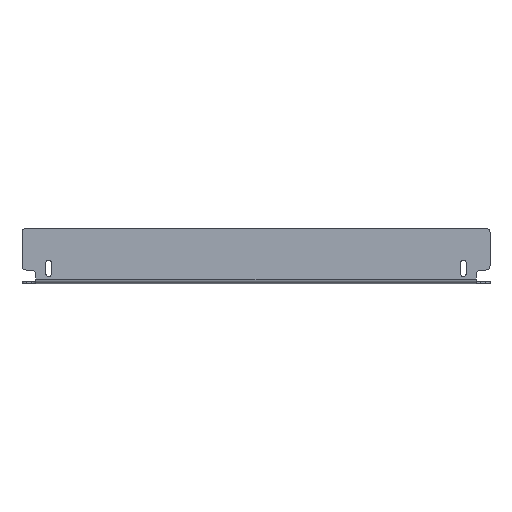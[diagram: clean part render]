
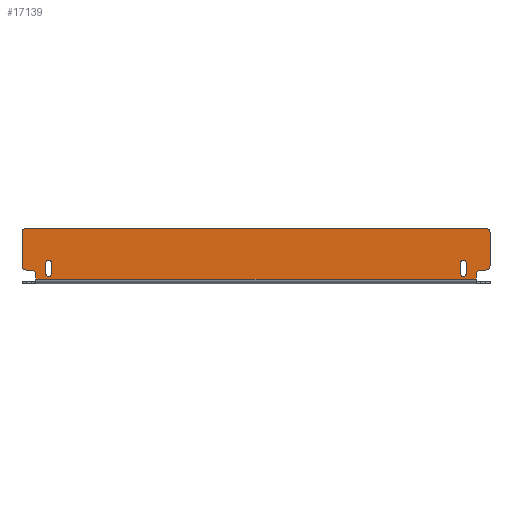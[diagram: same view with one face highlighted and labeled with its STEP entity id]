
A CAD part, left-side view. The second image highlights one B-rep face of the part: STEP entity #17139.
In plain terms, the highlighted planar face has unit normal (-1, 0, 0).
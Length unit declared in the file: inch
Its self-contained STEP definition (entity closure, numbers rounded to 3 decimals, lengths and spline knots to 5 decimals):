
#729=CARTESIAN_POINT('',(0.,21.22047,0.32835));
#730=DIRECTION('',(1.,0.,0.));
#731=DIRECTION('',(0.,0.,1.));
#732=AXIS2_PLACEMENT_3D('',#729,#730,#731);
#739=DIRECTION('',(0.,0.,1.));
#740=VECTOR('',#739,0.22362);
#741=CARTESIAN_POINT('',(0.,21.02362,0.10472));
#742=LINE('',#741,#740);
#743=DIRECTION('',(0.,-1.,0.));
#744=VECTOR('',#743,0.23622);
#745=CARTESIAN_POINT('',(0.,21.45669,0.5252));
#746=LINE('',#745,#744);
#747=CARTESIAN_POINT('',(0.,21.45669,0.72205));
#748=DIRECTION('',(-1.,0.,0.));
#749=DIRECTION('',(0.,1.,0.));
#750=AXIS2_PLACEMENT_3D('',#747,#748,#749);
#752=CARTESIAN_POINT('',(0.,21.45669,2.25748));
#753=DIRECTION('',(-1.,0.,0.));
#754=DIRECTION('',(0.,0.,1.));
#755=AXIS2_PLACEMENT_3D('',#752,#753,#754);
#757=CARTESIAN_POINT('',(0.,0.19685,2.25748));
#758=DIRECTION('',(-1.,0.,0.));
#759=DIRECTION('',(0.,-1.,0.));
#760=AXIS2_PLACEMENT_3D('',#757,#758,#759);
#762=CARTESIAN_POINT('',(0.,0.19685,0.72205));
#763=DIRECTION('',(-1.,0.,0.));
#764=DIRECTION('',(0.,0.,-1.));
#765=AXIS2_PLACEMENT_3D('',#762,#763,#764);
#767=DIRECTION('',(0.,1.,0.));
#768=VECTOR('',#767,0.23622);
#769=CARTESIAN_POINT('',(0.,0.19685,0.5252));
#770=LINE('',#769,#768);
#771=DIRECTION('',(0.,0.,1.));
#772=VECTOR('',#771,0.22362);
#773=CARTESIAN_POINT('',(0.,0.62992,0.10472));
#774=LINE('',#773,#772);
#775=DIRECTION('',(0.,1.,0.));
#776=VECTOR('',#775,20.3937);
#777=CARTESIAN_POINT('',(0.,0.62992,0.10472));
#778=LINE('',#777,#776);
#779=DIRECTION('',(0.,0.,1.));
#780=VECTOR('',#779,0.47244);
#781=CARTESIAN_POINT('',(0.,1.09252,0.36772));
#782=LINE('',#781,#780);
#783=CARTESIAN_POINT('',(0.,1.23031,0.84016));
#784=DIRECTION('',(1.,0.,0.));
#785=DIRECTION('',(0.,1.,0.));
#786=AXIS2_PLACEMENT_3D('',#783,#784,#785);
#788=DIRECTION('',(0.,0.,-1.));
#789=VECTOR('',#788,0.47244);
#790=CARTESIAN_POINT('',(0.,1.36811,0.84016));
#791=LINE('',#790,#789);
#792=CARTESIAN_POINT('',(0.,1.23031,0.36772));
#793=DIRECTION('',(1.,0.,0.));
#794=DIRECTION('',(0.,-1.,0.));
#795=AXIS2_PLACEMENT_3D('',#792,#793,#794);
#797=DIRECTION('',(0.,0.,1.));
#798=VECTOR('',#797,0.47244);
#799=CARTESIAN_POINT('',(0.,20.28583,0.36772));
#800=LINE('',#799,#798);
#801=CARTESIAN_POINT('',(0.,20.42362,0.84016));
#802=DIRECTION('',(1.,0.,0.));
#803=DIRECTION('',(0.,1.,0.));
#804=AXIS2_PLACEMENT_3D('',#801,#802,#803);
#806=DIRECTION('',(0.,0.,-1.));
#807=VECTOR('',#806,0.47244);
#808=CARTESIAN_POINT('',(0.,20.56142,0.84016));
#809=LINE('',#808,#807);
#810=CARTESIAN_POINT('',(0.,20.42362,0.36772));
#811=DIRECTION('',(1.,0.,0.));
#812=DIRECTION('',(0.,-1.,0.));
#813=AXIS2_PLACEMENT_3D('',#810,#811,#812);
#827=DIRECTION('',(0.,0.,1.));
#828=VECTOR('',#827,1.53543);
#829=CARTESIAN_POINT('',(0.,21.65354,0.72205));
#830=LINE('',#829,#828);
#843=DIRECTION('',(0.,1.,0.));
#844=VECTOR('',#843,21.25984);
#845=CARTESIAN_POINT('',(0.,0.19685,2.45433));
#846=LINE('',#845,#844);
#867=DIRECTION('',(0.,0.,1.));
#868=VECTOR('',#867,1.53543);
#869=CARTESIAN_POINT('',(0.,0.,0.72205));
#870=LINE('',#869,#868);
#879=CARTESIAN_POINT('',(0.,0.43307,0.32835));
#880=DIRECTION('',(1.,0.,0.));
#881=DIRECTION('',(0.,1.,0.));
#882=AXIS2_PLACEMENT_3D('',#879,#880,#881);
#15846=CARTESIAN_POINT('',(0.,0.62992,0.10472));
#15848=VERTEX_POINT('',#15846);
#15850=CARTESIAN_POINT('',(0.,21.02362,0.10472));
#15852=VERTEX_POINT('',#15850);
#15861=CARTESIAN_POINT('',(0.,0.,2.25748));
#15862=CARTESIAN_POINT('',(0.,0.19685,2.45433));
#15863=VERTEX_POINT('',#15861);
#15864=VERTEX_POINT('',#15862);
#15869=CARTESIAN_POINT('',(0.,0.19685,0.5252));
#15870=CARTESIAN_POINT('',(0.,0.,0.72205));
#15871=VERTEX_POINT('',#15869);
#15872=VERTEX_POINT('',#15870);
#15893=CARTESIAN_POINT('',(0.,21.45669,2.45433));
#15894=CARTESIAN_POINT('',(0.,21.65354,2.25748));
#15895=VERTEX_POINT('',#15893);
#15896=VERTEX_POINT('',#15894);
#15901=CARTESIAN_POINT('',(0.,21.65354,0.72205));
#15902=CARTESIAN_POINT('',(0.,21.45669,0.5252));
#15903=VERTEX_POINT('',#15901);
#15904=VERTEX_POINT('',#15902);
#15933=CARTESIAN_POINT('',(0.,0.62992,0.32835));
#15935=VERTEX_POINT('',#15933);
#15937=CARTESIAN_POINT('',(0.,0.43307,0.5252));
#15939=VERTEX_POINT('',#15937);
#15941=CARTESIAN_POINT('',(0.,21.22047,0.5252));
#15943=VERTEX_POINT('',#15941);
#15945=CARTESIAN_POINT('',(0.,21.02362,0.32835));
#15947=VERTEX_POINT('',#15945);
#16149=CARTESIAN_POINT('',(0.,1.09252,0.36772));
#16150=CARTESIAN_POINT('',(0.,1.09252,0.84016));
#16151=VERTEX_POINT('',#16149);
#16152=VERTEX_POINT('',#16150);
#16153=CARTESIAN_POINT('',(0.,1.36811,0.84016));
#16154=VERTEX_POINT('',#16153);
#16155=CARTESIAN_POINT('',(0.,1.36811,0.36772));
#16156=VERTEX_POINT('',#16155);
#16157=CARTESIAN_POINT('',(0.,20.28583,0.36772));
#16158=CARTESIAN_POINT('',(0.,20.28583,0.84016));
#16159=VERTEX_POINT('',#16157);
#16160=VERTEX_POINT('',#16158);
#16161=CARTESIAN_POINT('',(0.,20.56142,0.84016));
#16162=VERTEX_POINT('',#16161);
#16163=CARTESIAN_POINT('',(0.,20.56142,0.36772));
#16164=VERTEX_POINT('',#16163);
#17087=CARTESIAN_POINT('',(0.,0.,0.10472));
#17088=DIRECTION('',(-1.,0.,0.));
#17089=DIRECTION('',(0.,0.,1.));
#17090=AXIS2_PLACEMENT_3D('',#17087,#17088,#17089);
#17091=PLANE('',#17090);
#17093=ORIENTED_EDGE('',*,*,#17092,.T.);
#17094=ORIENTED_EDGE('',*,*,#17079,.F.);
#17095=ORIENTED_EDGE('',*,*,#17068,.F.);
#17097=ORIENTED_EDGE('',*,*,#17096,.F.);
#17099=ORIENTED_EDGE('',*,*,#17098,.T.);
#17101=ORIENTED_EDGE('',*,*,#17100,.F.);
#17103=ORIENTED_EDGE('',*,*,#17102,.F.);
#17105=ORIENTED_EDGE('',*,*,#17104,.F.);
#17107=ORIENTED_EDGE('',*,*,#17106,.F.);
#17109=ORIENTED_EDGE('',*,*,#17108,.F.);
#17111=ORIENTED_EDGE('',*,*,#17110,.T.);
#17113=ORIENTED_EDGE('',*,*,#17112,.F.);
#17115=ORIENTED_EDGE('',*,*,#17114,.F.);
#17116=ORIENTED_EDGE('',*,*,#16971,.T.);
#17117=EDGE_LOOP('',(#17093,#17094,#17095,#17097,#17099,#17101,#17103,#17105,
#17107,#17109,#17111,#17113,#17115,#17116));
#17118=FACE_OUTER_BOUND('',#17117,.F.);
#17120=ORIENTED_EDGE('',*,*,#17119,.T.);
#17122=ORIENTED_EDGE('',*,*,#17121,.F.);
#17124=ORIENTED_EDGE('',*,*,#17123,.T.);
#17126=ORIENTED_EDGE('',*,*,#17125,.F.);
#17127=EDGE_LOOP('',(#17120,#17122,#17124,#17126));
#17128=FACE_BOUND('',#17127,.F.);
#17130=ORIENTED_EDGE('',*,*,#17129,.T.);
#17132=ORIENTED_EDGE('',*,*,#17131,.F.);
#17134=ORIENTED_EDGE('',*,*,#17133,.T.);
#17136=ORIENTED_EDGE('',*,*,#17135,.F.);
#17137=EDGE_LOOP('',(#17130,#17132,#17134,#17136));
#17138=FACE_BOUND('',#17137,.F.);
#17139=ADVANCED_FACE('',(#17118,#17128,#17138),#17091,.T.);
#733=CIRCLE('',#732,0.19685);
#751=CIRCLE('',#750,0.19685);
#756=CIRCLE('',#755,0.19685);
#761=CIRCLE('',#760,0.19685);
#766=CIRCLE('',#765,0.19685);
#787=CIRCLE('',#786,0.1378);
#796=CIRCLE('',#795,0.1378);
#805=CIRCLE('',#804,0.1378);
#814=CIRCLE('',#813,0.1378);
#883=CIRCLE('',#882,0.19685);
#16971=EDGE_CURVE('',#15848,#15852,#778,.T.);
#17068=EDGE_CURVE('',#15904,#15943,#746,.T.);
#17079=EDGE_CURVE('',#15943,#15947,#733,.T.);
#17092=EDGE_CURVE('',#15852,#15947,#742,.T.);
#17096=EDGE_CURVE('',#15903,#15904,#751,.T.);
#17098=EDGE_CURVE('',#15903,#15896,#830,.T.);
#17100=EDGE_CURVE('',#15895,#15896,#756,.T.);
#17102=EDGE_CURVE('',#15864,#15895,#846,.T.);
#17104=EDGE_CURVE('',#15863,#15864,#761,.T.);
#17106=EDGE_CURVE('',#15872,#15863,#870,.T.);
#17108=EDGE_CURVE('',#15871,#15872,#766,.T.);
#17110=EDGE_CURVE('',#15871,#15939,#770,.T.);
#17112=EDGE_CURVE('',#15935,#15939,#883,.T.);
#17114=EDGE_CURVE('',#15848,#15935,#774,.T.);
#17119=EDGE_CURVE('',#16151,#16152,#782,.T.);
#17121=EDGE_CURVE('',#16154,#16152,#787,.T.);
#17123=EDGE_CURVE('',#16154,#16156,#791,.T.);
#17125=EDGE_CURVE('',#16151,#16156,#796,.T.);
#17129=EDGE_CURVE('',#16159,#16160,#800,.T.);
#17131=EDGE_CURVE('',#16162,#16160,#805,.T.);
#17133=EDGE_CURVE('',#16162,#16164,#809,.T.);
#17135=EDGE_CURVE('',#16159,#16164,#814,.T.);
